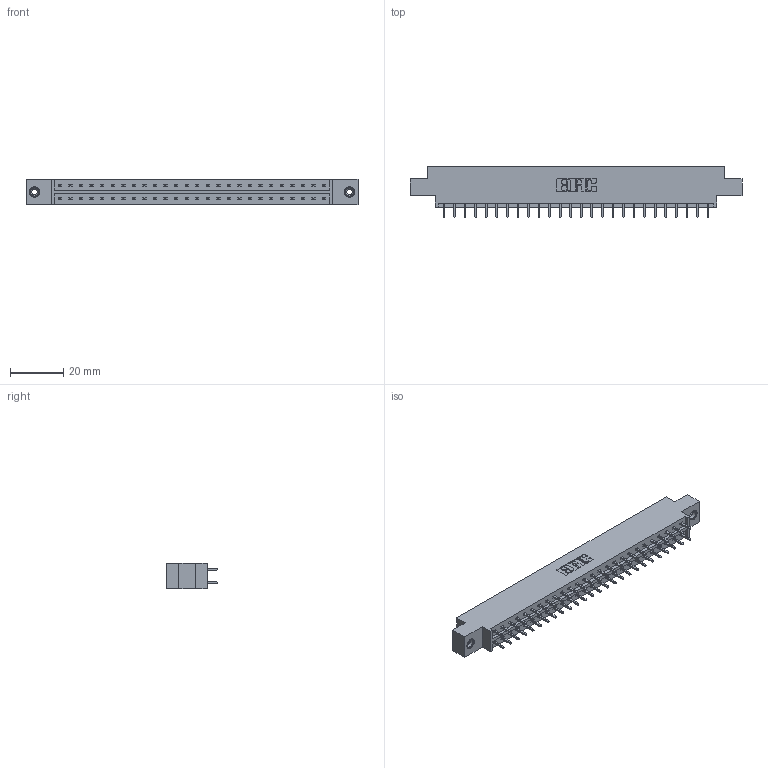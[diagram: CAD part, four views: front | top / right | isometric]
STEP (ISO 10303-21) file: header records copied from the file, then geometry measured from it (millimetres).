
FILE_DESCRIPTION (( 'STEP AP203' ), '1' );
FILE_NAME ('833-052-521-808.STEP', '2020-06-04T18:52:30', ( '' ), ( '' ), 'SwSTEP 2.0', 'SolidWorks 2020', '' );
FILE_SCHEMA (( 'CONFIG_CONTROL_DESIGN' ));
Length unit declared in the file: inch
Products named in the file (4): 345-250-001_345-250-003-102; 345-292-001_345-293-121; 833-052-521-808; 833 Part_Offset - .156 Dia - TI
Assembly tree (55 placements, depth 2):
  833-052-521-808
    833 Part_Offset - .156 Dia - TI
    345-292-001_345-293-121  x52
    345-250-001_345-250-003-102  x2
Bounding box: 124.56 x 19.06 x 9.4 mm (x, y, z)
Volume: 12311.9 mm3; surface area: 14476.8 mm2
Topology: 55 solids, 55 shells, 2882 faces, 8519 edges, 5602 vertices
Faces by surface type: plane 1978, cylinder 888, cone 12, torus 4
Entity records: 20132 total; most frequent: CARTESIAN_POINT 3341, ORIENTED_EDGE 3270, DIRECTION 2913, EDGE_CURVE 1635, LINE 1487, VECTOR 1487, VERTEX_POINT 1084, AXIS2_PLACEMENT_3D 713
